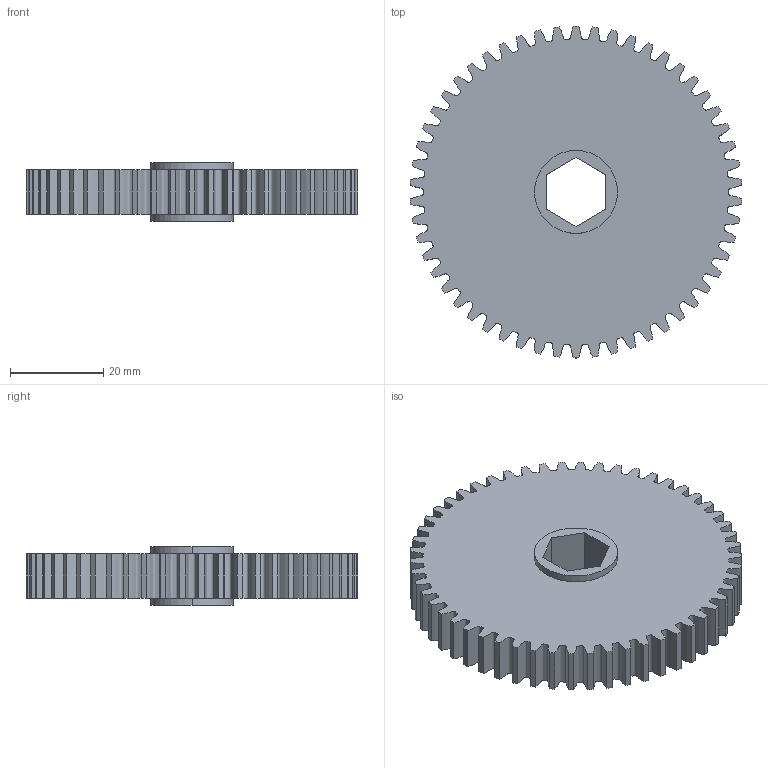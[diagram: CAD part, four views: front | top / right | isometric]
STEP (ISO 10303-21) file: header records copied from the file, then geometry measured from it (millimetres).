
FILE_DESCRIPTION (( 'STEP AP214' ), '1' );
FILE_NAME ('217-3573-STEP.STEP', '2013-12-09T16:13:24', ( '' ), ( '' ), 'SwSTEP 2.0', 'SolidWorks 2013', '' );
FILE_SCHEMA (( 'AUTOMOTIVE_DESIGN' ));
Length unit declared in the file: millimetre
Products named in the file (1): 217-3573-STEP
Bounding box: 71.06 x 71.12 x 12.62 mm (x, y, z)
Volume: 35118.5 mm3; surface area: 11959.6 mm2
Topology: 1 solids, 1 shells, 122 faces, 354 edges, 236 vertices
Faces by surface type: cylinder 58, bspline 54, plane 10
Entity records: 18456 total; most frequent: CARTESIAN_POINT 15455, ORIENTED_EDGE 708, DIRECTION 500, EDGE_CURVE 354, VERTEX_POINT 236, AXIS2_PLACEMENT_3D 185, LINE 130, VECTOR 130
